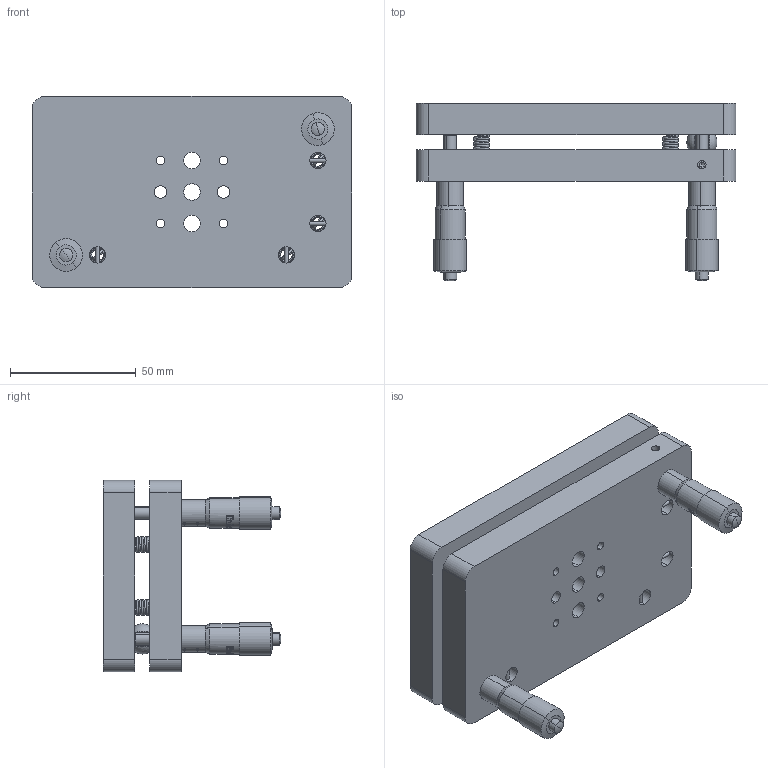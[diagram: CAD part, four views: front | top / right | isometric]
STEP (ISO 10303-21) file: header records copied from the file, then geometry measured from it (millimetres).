
FILE_DESCRIPTION (( 'STEP AP203' ), '1' );
FILE_NAME ('05OTP-3M.STEP', '2016-04-20T07:25:56', ( '' ), ( '' ), 'SwSTEP 2.0', 'SolidWorks 2016', '' );
FILE_SCHEMA (( 'CONFIG_CONTROL_DESIGN' ));
Length unit declared in the file: millimetre
Products named in the file (1): 05OTP-3M
Bounding box: 127 x 70.57 x 76 mm (x, y, z)
Volume: 236111.5 mm3; surface area: 67309.9 mm2
Topology: 24 solids, 24 shells, 1188 faces, 3101 edges, 2025 vertices
Faces by surface type: plane 539, bspline 316, cylinder 261, cone 28, sphere 24, torus 20
Entity records: 73896 total; most frequent: CARTESIAN_POINT 47168, ORIENTED_EDGE 6092, DIRECTION 4476, EDGE_CURVE 3046, VERTEX_POINT 2002, AXIS2_PLACEMENT_3D 1607, EDGE_LOOP 1402, VECTOR 1262
